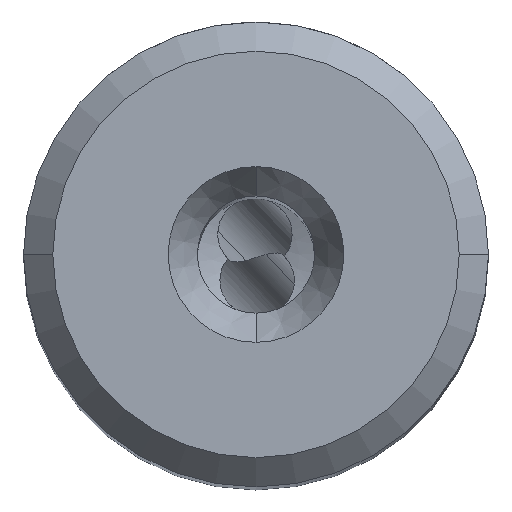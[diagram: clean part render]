
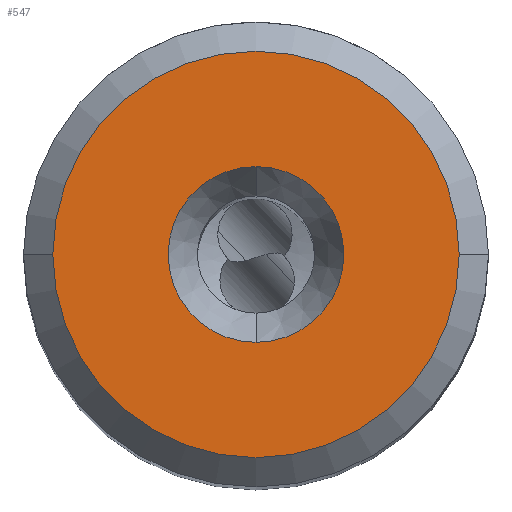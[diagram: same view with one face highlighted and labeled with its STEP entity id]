
A CAD part, top view. The second image highlights one B-rep face of the part: STEP entity #547.
In plain terms, the highlighted planar face has unit normal (0, 0, 1).
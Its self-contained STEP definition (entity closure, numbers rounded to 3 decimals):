
#201=CIRCLE('',#4044,6.938);
#276=CIRCLE('',#4235,3.);
#277=CIRCLE('',#4237,3.);
#278=CIRCLE('',#4239,6.938);
#407=FACE_BOUND('',#1018,.T.);
#408=FACE_BOUND('',#1019,.T.);
#547=ADVANCED_FACE('',(#407,#408),#674,.T.);
#674=PLANE('',#4240);
#1018=EDGE_LOOP('',(#2075,#2076));
#1019=EDGE_LOOP('',(#2077,#2078));
#2075=ORIENTED_EDGE('',*,*,#3318,.T.);
#2076=ORIENTED_EDGE('',*,*,#3320,.T.);
#2077=ORIENTED_EDGE('',*,*,#2936,.T.);
#2078=ORIENTED_EDGE('',*,*,#3321,.T.);
#2527=VERTEX_POINT('',#5510);
#2528=VERTEX_POINT('',#5512);
#2785=VERTEX_POINT('',#7722);
#2786=VERTEX_POINT('',#7724);
#2936=EDGE_CURVE('',#2527,#2528,#201,.T.);
#3318=EDGE_CURVE('',#2786,#2785,#276,.T.);
#3320=EDGE_CURVE('',#2785,#2786,#277,.T.);
#3321=EDGE_CURVE('',#2528,#2527,#278,.T.);
#4044=AXIS2_PLACEMENT_3D('',#5513,#4478,#4479);
#4235=AXIS2_PLACEMENT_3D('',#7723,#5005,#5006);
#4237=AXIS2_PLACEMENT_3D('',#7727,#5010,#5011);
#4239=AXIS2_PLACEMENT_3D('',#7729,#5014,#5015);
#4240=AXIS2_PLACEMENT_3D('',#7730,#5016,#5017);
#4478=DIRECTION('',(0.,0.,1.));
#4479=DIRECTION('',(1.,0.,0.));
#5005=DIRECTION('',(0.,0.,-1.));
#5006=DIRECTION('',(0.,1.,0.));
#5010=DIRECTION('',(0.,0.,-1.));
#5011=DIRECTION('',(0.,-1.,0.));
#5014=DIRECTION('',(0.,0.,1.));
#5015=DIRECTION('',(-1.,0.,0.));
#5016=DIRECTION('',(0.,0.,1.));
#5017=DIRECTION('',(-1.,0.,0.));
#5510=CARTESIAN_POINT('',(6.938,0.,30.92));
#5512=CARTESIAN_POINT('',(-6.938,0.,30.92));
#5513=CARTESIAN_POINT('',(0.,0.,30.92));
#7722=CARTESIAN_POINT('',(0.,-3.,30.92));
#7723=CARTESIAN_POINT('',(0.,0.,30.92));
#7724=CARTESIAN_POINT('',(0.,3.,30.92));
#7727=CARTESIAN_POINT('',(0.,0.,30.92));
#7729=CARTESIAN_POINT('',(0.,0.,30.92));
#7730=CARTESIAN_POINT('',(0.,0.001,30.92));
